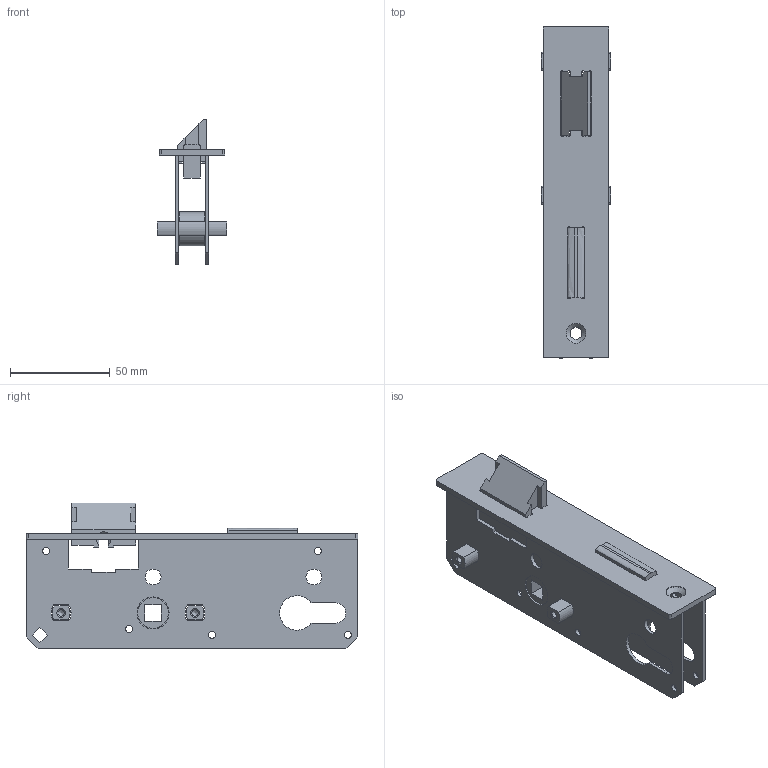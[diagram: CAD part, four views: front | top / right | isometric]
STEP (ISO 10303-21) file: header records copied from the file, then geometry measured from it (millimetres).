
FILE_DESCRIPTION (( 'STEP AP203' ), '1' );
FILE_NAME ('59100-S-40.step', '2023-12-04T15:45:25', ( '' ), ( '' ), 'SwSTEP 2.0', 'SolidWorks 2018', '' );
FILE_SCHEMA (( 'CONFIG_CONTROL_DESIGN' ));
Length unit declared in the file: millimetre
Products named in the file (5): 59100-S-40; Schlosskasten Teil3 Konfig_59XXX-240 Teil3; Schlosskasten Teil5 Konfig_59XXX-240 Teil5; Schlosskasten Teil4 Konfig_59XXX-240 Teil4; Schlosskasten Teil2 Konfig_59100-240-40 Teil2
Assembly tree (4 placements, depth 2):
  59100-S-40
    Schlosskasten Teil2 Konfig_59100-240-40 Teil2
    Schlosskasten Teil3 Konfig_59XXX-240 Teil3
    Schlosskasten Teil4 Konfig_59XXX-240 Teil4
    Schlosskasten Teil5 Konfig_59XXX-240 Teil5
Bounding box: 35 x 166 x 73 mm (x, y, z)
Volume: 56666.8 mm3; surface area: 53967.3 mm2
Topology: 8 solids, 8 shells, 481 faces, 1318 edges, 882 vertices
Faces by surface type: plane 270, bspline 129, cylinder 71, cone 11
Full cylindrical faces by diameter (mm): 3.3 x4, 3.5 x10, 6 x1, 8 x4, 10 x1, 15.5 x2, 16 x2, 17 x1
Entity records: 22017 total; most frequent: CARTESIAN_POINT 10223, ORIENTED_EDGE 2520, DIRECTION 1860, EDGE_CURVE 1260, VERTEX_POINT 858, LINE 846, VECTOR 846, EDGE_LOOP 600
